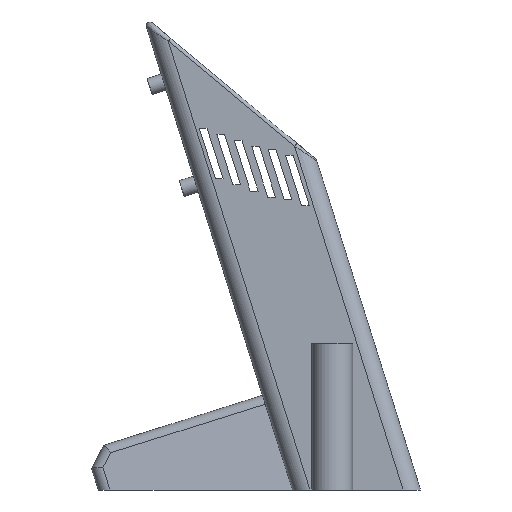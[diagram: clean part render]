
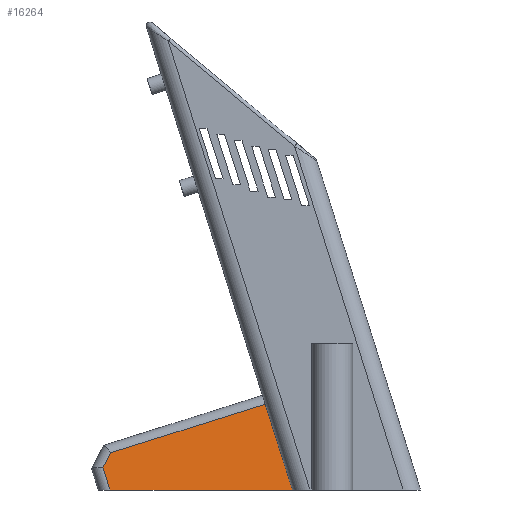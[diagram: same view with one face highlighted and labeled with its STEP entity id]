
A CAD part, left-side view. The second image highlights one B-rep face of the part: STEP entity #16264.
In plain terms, the highlighted planar face has unit normal (-0.986, 0.05, 0.16).
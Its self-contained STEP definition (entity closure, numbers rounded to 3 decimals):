
#561=PLANE('',#16870);
#1914=LINE('',#19933,#3278);
#1915=LINE('',#19939,#3279);
#1917=LINE('',#19947,#3281);
#1954=LINE('',#20079,#3318);
#2933=LINE('',#27347,#4297);
#3278=VECTOR('',#17173,10.);
#3279=VECTOR('',#17180,10.);
#3281=VECTOR('',#17188,10.);
#3318=VECTOR('',#17281,10.);
#4297=VECTOR('',#18860,10.);
#5367=FACE_OUTER_BOUND('',#6307,.T.);
#6307=EDGE_LOOP('',(#14492,#14493,#14494,#14495,#14496));
#6691=VERTEX_POINT('',#19930);
#6692=VERTEX_POINT('',#19932);
#6694=VERTEX_POINT('',#19938);
#6697=VERTEX_POINT('',#19946);
#6751=VERTEX_POINT('',#20077);
#8311=EDGE_CURVE('',#6691,#6692,#1914,.T.);
#8314=EDGE_CURVE('',#6692,#6694,#1915,.T.);
#8318=EDGE_CURVE('',#6694,#6697,#1917,.T.);
#8380=EDGE_CURVE('',#6691,#6751,#1954,.T.);
#10180=EDGE_CURVE('',#6697,#6751,#2933,.T.);
#14492=ORIENTED_EDGE('',*,*,#8311,.F.);
#14493=ORIENTED_EDGE('',*,*,#8380,.T.);
#14494=ORIENTED_EDGE('',*,*,#10180,.F.);
#14495=ORIENTED_EDGE('',*,*,#8318,.F.);
#14496=ORIENTED_EDGE('',*,*,#8314,.F.);
#16264=ADVANCED_FACE('',(#5367),#561,.T.);
#16870=AXIS2_PLACEMENT_3D('',#27420,#18890,#18891);
#17173=DIRECTION('',(0.167,0.296,0.94));
#17180=DIRECTION('',(0.119,-0.458,0.881));
#17188=DIRECTION('',(0.,-0.954,0.301));
#17281=DIRECTION('',(-0.051,-0.999,0.));
#18860=DIRECTION('',(-0.167,-0.296,-0.94));
#18890=DIRECTION('center_axis',(-0.986,0.05,0.16));
#18891=DIRECTION('ref_axis',(0.167,0.296,0.94));
#19930=CARTESIAN_POINT('',(-35.036,66.519,0.));
#19932=CARTESIAN_POINT('',(-33.974,68.4,5.967));
#19933=CARTESIAN_POINT('',(-36.673,63.62,-9.195));
#19938=CARTESIAN_POINT('',(-33.424,66.283,10.035));
#19939=CARTESIAN_POINT('',(-32.897,64.254,13.931));
#19946=CARTESIAN_POINT('',(-33.424,24.551,23.193));
#19947=CARTESIAN_POINT('',(-33.424,24.551,23.193));
#20077=CARTESIAN_POINT('',(-37.552,17.238,0.));
#20079=CARTESIAN_POINT('',(-35.473,57.975,0.));
#27347=CARTESIAN_POINT('',(-33.89,23.724,20.572));
#27420=CARTESIAN_POINT('Origin',(-38.,16.444,-2.518));
